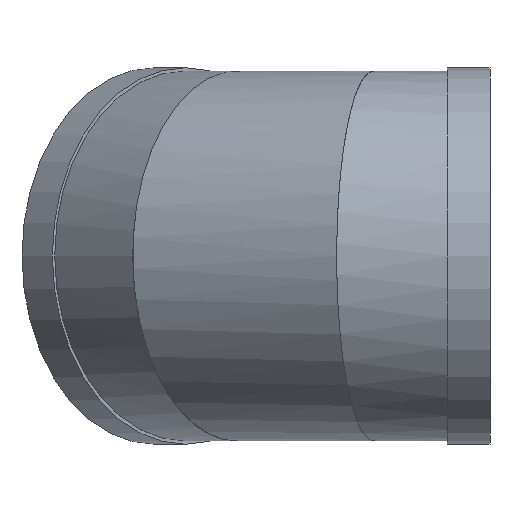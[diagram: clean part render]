
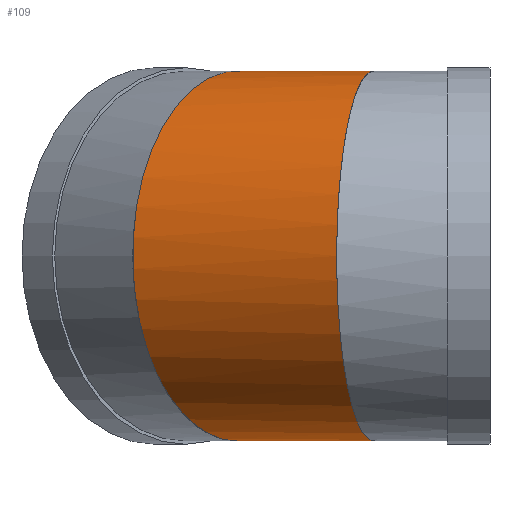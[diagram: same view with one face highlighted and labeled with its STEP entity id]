
A CAD part, left-side view. The second image highlights one B-rep face of the part: STEP entity #109.
In plain terms, the highlighted cylindrical face has radius 280 mm (diameter 560 mm), a full revolution.
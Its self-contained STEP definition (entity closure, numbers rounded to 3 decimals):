
#109 = ADVANCED_FACE( '', ( #194, #195 ), #196, .T. );
#194 = FACE_OUTER_BOUND( '', #288, .T. );
#195 = FACE_OUTER_BOUND( '', #289, .T. );
#196 = CYLINDRICAL_SURFACE( '', #290, 280. );
#288 = EDGE_LOOP( '', ( #374 ) );
#289 = EDGE_LOOP( '', ( #375 ) );
#290 = AXIS2_PLACEMENT_3D( '', #376, #377, #378 );
#374 = ORIENTED_EDGE( '', *, *, #489, .T. );
#375 = ORIENTED_EDGE( '', *, *, #490, .T. );
#376 = CARTESIAN_POINT( '', ( 256.93, 796.675, 0. ) );
#377 = DIRECTION( '', ( 0.383, 0.924, 0. ) );
#378 = DIRECTION( '', ( 0.924, -0.383, 0. ) );
#489 = EDGE_CURVE( '', #533, #533, #534, .T. );
#490 = EDGE_CURVE( '', #535, #535, #536, .T. );
#533 = VERTEX_POINT( '', #593 );
#534 = ELLIPSE( '', #594, 285.486, 280. );
#535 = VERTEX_POINT( '', #595 );
#536 = ELLIPSE( '', #596, 285.486, 280. );
#593 = CARTESIAN_POINT( '', ( 322.627, 223.607, 0. ) );
#594 = AXIS2_PLACEMENT_3D( '', #654, #655, #656 );
#595 = CARTESIAN_POINT( '', ( -280., 232.086, 0. ) );
#596 = AXIS2_PLACEMENT_3D( '', #657, #658, #659 );
#654 = CARTESIAN_POINT( '', ( 85.255, 382.215, 0. ) );
#655 = DIRECTION( '', ( -0.556, -0.831, 0. ) );
#656 = DIRECTION( '', ( 0.831, -0.556, 0. ) );
#657 = CARTESIAN_POINT( '', ( 0., 176.391, 0. ) );
#658 = DIRECTION( '', ( 0.195, 0.981, 0. ) );
#659 = DIRECTION( '', ( -0.981, 0.195, 0. ) );
